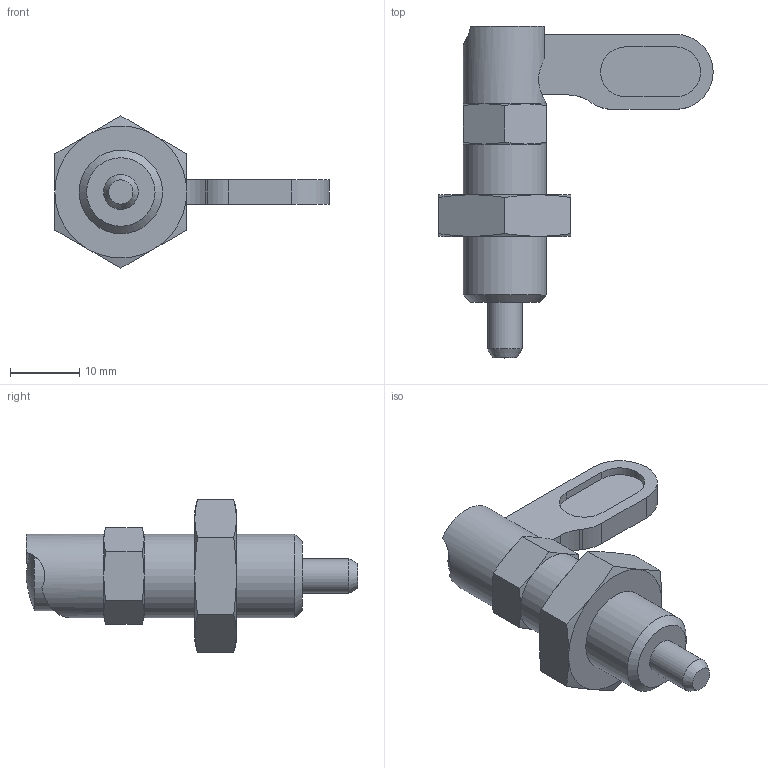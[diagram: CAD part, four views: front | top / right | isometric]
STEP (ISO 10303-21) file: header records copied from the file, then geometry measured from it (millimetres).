
FILE_DESCRIPTION( ( 'STEP AP214' ), '1' );
FILE_NAME( 'K1284.2050512__ENTSPANNT_.stp', '2020-12-10T11:08:50', ( '' ), ( '' ), ' ', 'PARTsolutions', ' ' );
FILE_SCHEMA( ( 'AUTOMOTIVE_DESIGN { 1 0 10303 214 1 1 1 1 }' ) );
Length unit declared in the file: millimetre
Products named in the file (1): _K1284.2050512_(ENTSPANNT)
Bounding box: 39.5 x 47.8 x 21.94 mm (x, y, z)
Volume: 6294.4 mm3; surface area: 3624.4 mm2
Topology: 1 solids, 1 shells, 77 faces, 183 edges, 112 vertices
Faces by surface type: plane 34, cone 26, cylinder 16, bspline 1
Full cylindrical faces by diameter (mm): 5 x1, 8.2 x1, 9.98 x1, 10.02 x1, 12 x3
Entity records: 2979 total; most frequent: CARTESIAN_POINT 703, ORIENTED_EDGE 338, DIRECTION 326, EDGE_CURVE 169, AXIS2_PLACEMENT_3D 135, VERTEX_POINT 108, EDGE_LOOP 92, FACE_OUTER_BOUND 83
